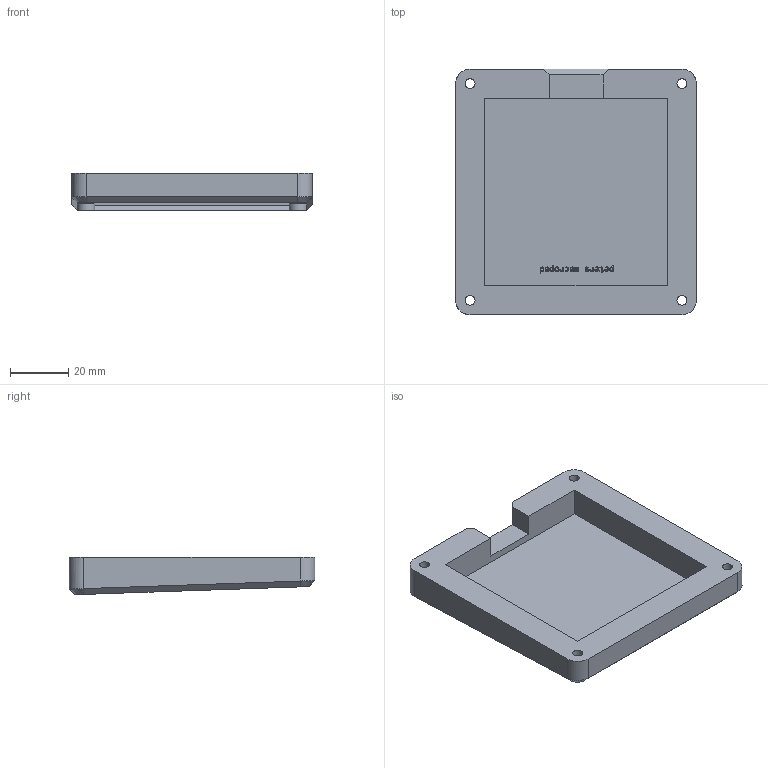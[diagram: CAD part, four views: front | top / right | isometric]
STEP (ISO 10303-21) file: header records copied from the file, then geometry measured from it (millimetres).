
FILE_DESCRIPTION(/* description */ (''),/* implementation_level */ '2;1');
FILE_NAME(/* name */ 'macropad_bottom_case v2.step',/* time_stamp */ '2025-06-01T13:13:55+01:00',/* author */ (''),/* organization */ (''),/* preprocessor_version */ 'ST-DEVELOPER v20.1',/* originating_system */ 'Autodesk Translation Framework v14.10.0.0',/* authorisation */ '');
FILE_SCHEMA (('AUTOMOTIVE_DESIGN { 1 0 10303 214 3 1 1 }'));
Length unit declared in the file: millimetre
Products named in the file (2): macropad_bottom_case; peter_hackpad
Assembly tree (1 placements, depth 2):
  macropad_bottom_case
    peter_hackpad
Bounding box: 82.91 x 84.61 x 12.9 mm (x, y, z)
Volume: 37123 mm3; surface area: 20347.6 mm2
Topology: 1 solids, 1 shells, 481 faces, 1353 edges, 898 vertices
Faces by surface type: bspline 343, plane 126, cylinder 12
Full cylindrical faces by diameter (mm): 3.4 x4, 6 x4
Entity records: 18724 total; most frequent: CARTESIAN_POINT 8622, ORIENTED_EDGE 2698, EDGE_CURVE 1349, DIRECTION 965, VERTEX_POINT 896, B_SPLINE_CURVE_WITH_KNOTS 686, LINE 643, VECTOR 643
